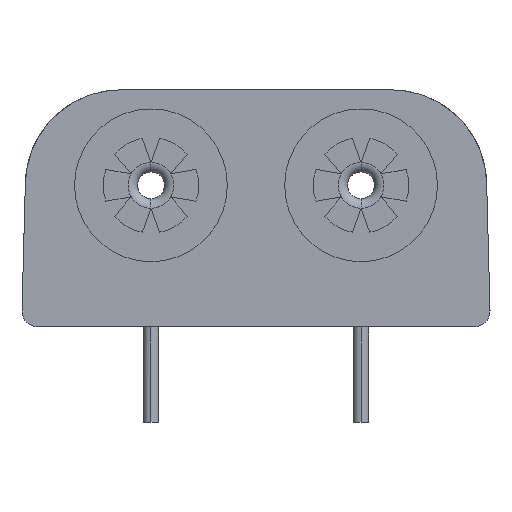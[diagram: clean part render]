
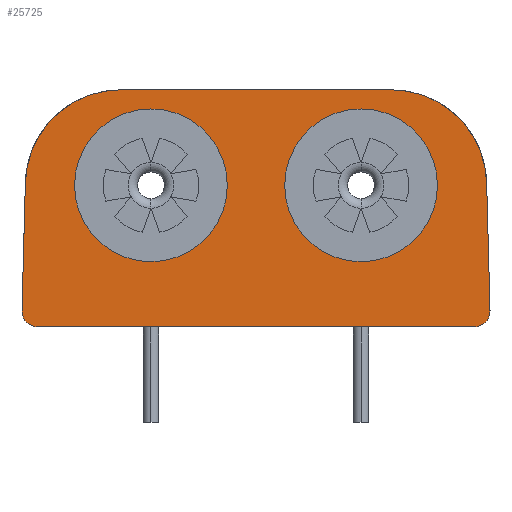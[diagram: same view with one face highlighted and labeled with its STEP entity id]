
A CAD part, left-side view. The second image highlights one B-rep face of the part: STEP entity #25725.
In plain terms, the highlighted planar face has unit normal (-1, 0, 0).
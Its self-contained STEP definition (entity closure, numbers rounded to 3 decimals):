
#26 = EDGE_CURVE ( 'NONE', #15285, #9931, #19846, .T. ) ;
#139 = CARTESIAN_POINT ( 'NONE',  ( -26.15, -5.5, 7.4 ) ) ;
#278 = DIRECTION ( 'NONE',  ( 0., 0., 1. ) ) ;
#322 = DIRECTION ( 'NONE',  ( 1., 0., 0. ) ) ;
#1202 = CARTESIAN_POINT ( 'NONE',  ( -26.15, 7.076, 12.4 ) ) ;
#1289 = DIRECTION ( 'NONE',  ( 0., 0., 1. ) ) ;
#1659 = VECTOR ( 'NONE', #17633, 1000. ) ;
#2656 = CARTESIAN_POINT ( 'NONE',  ( -26.15, -7.076, 12.4 ) ) ;
#2875 = CARTESIAN_POINT ( 'NONE',  ( -26.15, -7.076, 7.4 ) ) ;
#3146 = DIRECTION ( 'NONE',  ( -1., 0., 0. ) ) ;
#3647 = VECTOR ( 'NONE', #24045, 1000. ) ;
#3757 = DIRECTION ( 'NONE',  ( 1., 0., 0. ) ) ;
#4306 = EDGE_CURVE ( 'NONE', #10345, #15841, #10557, .T. ) ;
#4347 = EDGE_CURVE ( 'NONE', #12907, #10345, #25966, .T. ) ;
#5003 = AXIS2_PLACEMENT_3D ( 'NONE', #2875, #29249, #22879 ) ;
#5339 = AXIS2_PLACEMENT_3D ( 'NONE', #21697, #30005, #7201 ) ;
#5678 = EDGE_CURVE ( 'NONE', #20097, #26232, #29379, .T. ) ;
#5736 = DIRECTION ( 'NONE',  ( 0., 0., 1. ) ) ;
#6002 = CARTESIAN_POINT ( 'NONE',  ( -26.15, 11.45, 0.8 ) ) ;
#7175 = EDGE_CURVE ( 'NONE', #10114, #13813, #11410, .T. ) ;
#7201 = DIRECTION ( 'NONE',  ( 0., 0., 1. ) ) ;
#7308 = VECTOR ( 'NONE', #16607, 1000. ) ;
#8051 = AXIS2_PLACEMENT_3D ( 'NONE', #6002, #3146, #278 ) ;
#8237 = CARTESIAN_POINT ( 'NONE',  ( -26.15, -11.45, 0. ) ) ;
#8325 = AXIS2_PLACEMENT_3D ( 'NONE', #15539, #12699, #33260 ) ;
#8535 = ORIENTED_EDGE ( 'NONE', *, *, #32668, .F. ) ;
#9139 = EDGE_CURVE ( 'NONE', #13813, #12907, #21601, .T. ) ;
#9360 = FACE_OUTER_BOUND ( 'NONE', #12203, .T. ) ;
#9441 = AXIS2_PLACEMENT_3D ( 'NONE', #33823, #37176, #5736 ) ;
#9931 = VERTEX_POINT ( 'NONE', #29207 ) ;
#9976 = CARTESIAN_POINT ( 'NONE',  ( -26.15, 5.5, 7.4 ) ) ;
#10114 = VERTEX_POINT ( 'NONE', #17526 ) ;
#10345 = VERTEX_POINT ( 'NONE', #31453 ) ;
#10557 = CIRCLE ( 'NONE', #12340, 0.8 ) ;
#11060 = DIRECTION ( 'NONE',  ( 0., 1., 0. ) ) ;
#11410 = LINE ( 'NONE', #22950, #1659 ) ;
#11614 = ORIENTED_EDGE ( 'NONE', *, *, #9139, .F. ) ;
#11757 = AXIS2_PLACEMENT_3D ( 'NONE', #139, #322, #34840 ) ;
#11862 = EDGE_LOOP ( 'NONE', ( #33092, #34390 ) ) ;
#12067 = ORIENTED_EDGE ( 'NONE', *, *, #18015, .F. ) ;
#12168 = FACE_BOUND ( 'NONE', #11862, .T. ) ;
#12203 = EDGE_LOOP ( 'NONE', ( #17983, #17830, #11614, #22219, #8535, #33055, #12067, #15704 ) ) ;
#12236 = EDGE_CURVE ( 'NONE', #15841, #13914, #35323, .T. ) ;
#12340 = AXIS2_PLACEMENT_3D ( 'NONE', #22966, #25602, #20334 ) ;
#12699 = DIRECTION ( 'NONE',  ( 1., 0., 0. ) ) ;
#12907 = VERTEX_POINT ( 'NONE', #8237 ) ;
#13813 = VERTEX_POINT ( 'NONE', #18023 ) ;
#13914 = VERTEX_POINT ( 'NONE', #16297 ) ;
#14178 = CIRCLE ( 'NONE', #29864, 4. ) ;
#14798 = VERTEX_POINT ( 'NONE', #30744 ) ;
#15285 = VERTEX_POINT ( 'NONE', #1202 ) ;
#15539 = CARTESIAN_POINT ( 'NONE',  ( -26.15, 5.5, 7.4 ) ) ;
#15704 = ORIENTED_EDGE ( 'NONE', *, *, #12236, .F. ) ;
#15841 = VERTEX_POINT ( 'NONE', #35452 ) ;
#16297 = CARTESIAN_POINT ( 'NONE',  ( -26.15, 12.074, 7.531 ) ) ;
#16607 = DIRECTION ( 'NONE',  ( 0., -1., 0. ) ) ;
#16897 = CARTESIAN_POINT ( 'NONE',  ( -26.15, -5.5, 3.4 ) ) ;
#16910 = CARTESIAN_POINT ( 'NONE',  ( -26.15, 11.45, 0. ) ) ;
#17526 = CARTESIAN_POINT ( 'NONE',  ( -26.15, -12.074, 7.531 ) ) ;
#17633 = DIRECTION ( 'NONE',  ( 0., -0.026, -1. ) ) ;
#17732 = CARTESIAN_POINT ( 'NONE',  ( -26.15, 5.5, 11.4 ) ) ;
#17830 = ORIENTED_EDGE ( 'NONE', *, *, #4347, .F. ) ;
#17983 = ORIENTED_EDGE ( 'NONE', *, *, #4306, .F. ) ;
#18015 = EDGE_CURVE ( 'NONE', #13914, #15285, #21465, .T. ) ;
#18023 = CARTESIAN_POINT ( 'NONE',  ( -26.15, -12.25, 0.821 ) ) ;
#18356 = ORIENTED_EDGE ( 'NONE', *, *, #21743, .T. ) ;
#19107 = EDGE_LOOP ( 'NONE', ( #18356, #19697 ) ) ;
#19489 = EDGE_CURVE ( 'NONE', #19718, #14798, #29246, .T. ) ;
#19574 = EDGE_CURVE ( 'NONE', #26232, #20097, #14178, .T. ) ;
#19697 = ORIENTED_EDGE ( 'NONE', *, *, #19489, .T. ) ;
#19718 = VERTEX_POINT ( 'NONE', #16897 ) ;
#19846 = LINE ( 'NONE', #2656, #7308 ) ;
#20097 = VERTEX_POINT ( 'NONE', #17732 ) ;
#20334 = DIRECTION ( 'NONE',  ( 0., 0., 1. ) ) ;
#21465 = CIRCLE ( 'NONE', #9441, 5. ) ;
#21601 = CIRCLE ( 'NONE', #5339, 0.8 ) ;
#21697 = CARTESIAN_POINT ( 'NONE',  ( -26.15, -11.45, 0.8 ) ) ;
#21743 = EDGE_CURVE ( 'NONE', #14798, #19718, #23352, .T. ) ;
#21887 = CIRCLE ( 'NONE', #5003, 5. ) ;
#22219 = ORIENTED_EDGE ( 'NONE', *, *, #7175, .F. ) ;
#22330 = DIRECTION ( 'NONE',  ( 0., 0., -1. ) ) ;
#22499 = CARTESIAN_POINT ( 'NONE',  ( -26.15, -5.5, 7.4 ) ) ;
#22763 = AXIS2_PLACEMENT_3D ( 'NONE', #22499, #31534, #22330 ) ;
#22879 = DIRECTION ( 'NONE',  ( 0., 0., 1. ) ) ;
#22950 = CARTESIAN_POINT ( 'NONE',  ( -26.15, -12.25, 0.821 ) ) ;
#22966 = CARTESIAN_POINT ( 'NONE',  ( -26.15, 11.45, 0.8 ) ) ;
#23352 = CIRCLE ( 'NONE', #22763, 4. ) ;
#23810 = VECTOR ( 'NONE', #11060, 1000. ) ;
#24045 = DIRECTION ( 'NONE',  ( 0., -0.026, 1. ) ) ;
#25602 = DIRECTION ( 'NONE',  ( 1., 0., 0. ) ) ;
#25725 = ADVANCED_FACE ( 'NONE', ( #28781, #12168, #9360 ), #29543, .T. ) ;
#25966 = LINE ( 'NONE', #16910, #23810 ) ;
#26232 = VERTEX_POINT ( 'NONE', #30523 ) ;
#28781 = FACE_BOUND ( 'NONE', #19107, .T. ) ;
#29207 = CARTESIAN_POINT ( 'NONE',  ( -26.15, -7.076, 12.4 ) ) ;
#29246 = CIRCLE ( 'NONE', #11757, 4. ) ;
#29249 = DIRECTION ( 'NONE',  ( 1., 0., 0. ) ) ;
#29303 = CARTESIAN_POINT ( 'NONE',  ( -26.15, 12.074, 7.531 ) ) ;
#29379 = CIRCLE ( 'NONE', #8325, 4. ) ;
#29543 = PLANE ( 'NONE',  #8051 ) ;
#29864 = AXIS2_PLACEMENT_3D ( 'NONE', #9976, #3757, #1289 ) ;
#30005 = DIRECTION ( 'NONE',  ( 1., 0., 0. ) ) ;
#30523 = CARTESIAN_POINT ( 'NONE',  ( -26.15, 5.5, 3.4 ) ) ;
#30744 = CARTESIAN_POINT ( 'NONE',  ( -26.15, -5.5, 11.4 ) ) ;
#31453 = CARTESIAN_POINT ( 'NONE',  ( -26.15, 11.45, 0. ) ) ;
#31534 = DIRECTION ( 'NONE',  ( 1., 0., 0. ) ) ;
#32668 = EDGE_CURVE ( 'NONE', #9931, #10114, #21887, .T. ) ;
#33055 = ORIENTED_EDGE ( 'NONE', *, *, #26, .F. ) ;
#33092 = ORIENTED_EDGE ( 'NONE', *, *, #5678, .T. ) ;
#33260 = DIRECTION ( 'NONE',  ( 0., 0., 1. ) ) ;
#33823 = CARTESIAN_POINT ( 'NONE',  ( -26.15, 7.076, 7.4 ) ) ;
#34390 = ORIENTED_EDGE ( 'NONE', *, *, #19574, .T. ) ;
#34840 = DIRECTION ( 'NONE',  ( 0., 0., -1. ) ) ;
#35323 = LINE ( 'NONE', #29303, #3647 ) ;
#35452 = CARTESIAN_POINT ( 'NONE',  ( -26.15, 12.25, 0.821 ) ) ;
#37176 = DIRECTION ( 'NONE',  ( 1., 0., 0. ) ) ;
